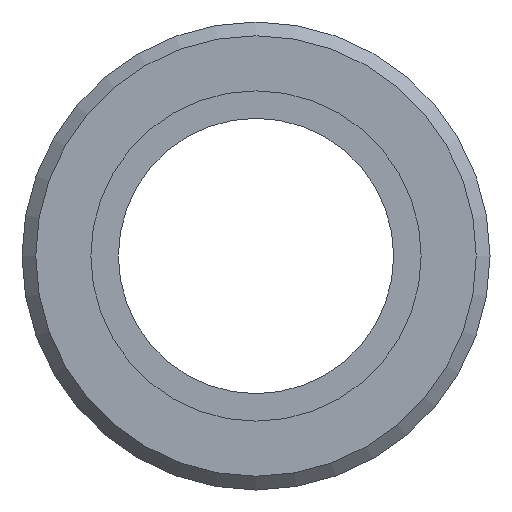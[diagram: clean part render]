
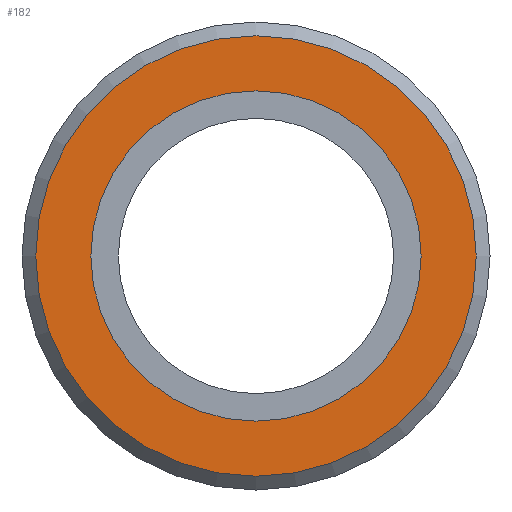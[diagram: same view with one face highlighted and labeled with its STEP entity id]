
A CAD part, front view. The second image highlights one B-rep face of the part: STEP entity #182.
In plain terms, the highlighted planar face has unit normal (0, -1, 0).
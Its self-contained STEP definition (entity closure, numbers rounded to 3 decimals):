
#16=FACE_BOUND('',#44,.T.);
#20=PLANE('',#213);
#31=FACE_OUTER_BOUND('',#43,.T.);
#43=EDGE_LOOP('',(#140));
#44=EDGE_LOOP('',(#141));
#73=CIRCLE('',#207,8.);
#78=CIRCLE('',#214,6.);
#89=VERTEX_POINT('',#302);
#94=VERTEX_POINT('',#316);
#105=EDGE_CURVE('',#89,#89,#73,.T.);
#112=EDGE_CURVE('',#94,#94,#78,.T.);
#140=ORIENTED_EDGE('',*,*,#105,.F.);
#141=ORIENTED_EDGE('',*,*,#112,.F.);
#182=ADVANCED_FACE('',(#31,#16),#20,.T.);
#207=AXIS2_PLACEMENT_3D('',#303,#238,#239);
#213=AXIS2_PLACEMENT_3D('',#315,#252,#253);
#214=AXIS2_PLACEMENT_3D('',#317,#254,#255);
#238=DIRECTION('center_axis',(0.,1.,0.));
#239=DIRECTION('ref_axis',(-1.,0.,0.));
#252=DIRECTION('center_axis',(0.,-1.,0.));
#253=DIRECTION('ref_axis',(0.,0.,-1.));
#254=DIRECTION('center_axis',(0.,-1.,0.));
#255=DIRECTION('ref_axis',(1.,0.,0.));
#302=CARTESIAN_POINT('',(8.,2.,0.));
#303=CARTESIAN_POINT('Origin',(0.,2.,0.));
#315=CARTESIAN_POINT('Origin',(6.,2.,0.));
#316=CARTESIAN_POINT('',(-6.,2.,0.));
#317=CARTESIAN_POINT('Origin',(0.,2.,0.));
